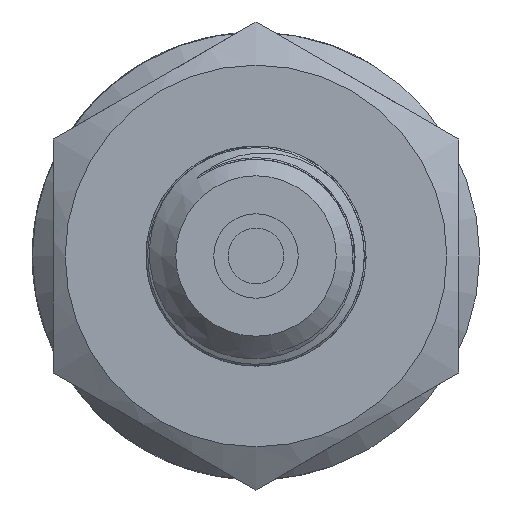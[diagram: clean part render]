
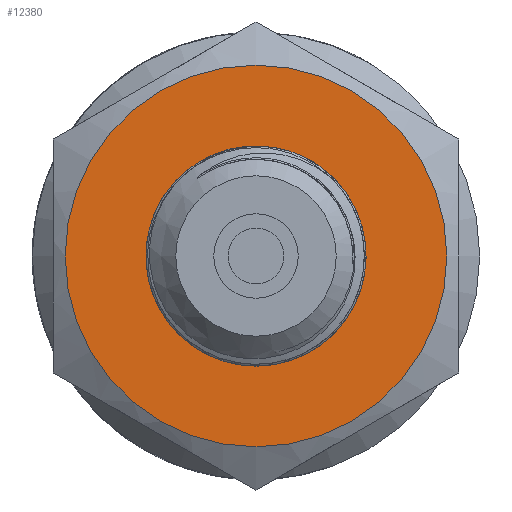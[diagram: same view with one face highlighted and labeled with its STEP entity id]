
A CAD part, left-side view. The second image highlights one B-rep face of the part: STEP entity #12380.
In plain terms, the highlighted planar face has unit normal (-1, 0, 0).
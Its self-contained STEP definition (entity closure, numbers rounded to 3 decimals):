
#1235=FACE_BOUND('',#3962,.T.);
#3235=FACE_OUTER_BOUND('',#3961,.T.);
#3961=EDGE_LOOP('',(#8329));
#3962=EDGE_LOOP('',(#8330));
#4729=CIRCLE('',#13175,11.3);
#4730=CIRCLE('',#13176,6.5);
#5014=VERTEX_POINT('',#17151);
#5015=VERTEX_POINT('',#17153);
#6335=EDGE_CURVE('',#5014,#5014,#4729,.T.);
#6336=EDGE_CURVE('',#5015,#5015,#4730,.T.);
#8329=ORIENTED_EDGE('',*,*,#6335,.T.);
#8330=ORIENTED_EDGE('',*,*,#6336,.T.);
#12118=PLANE('',#13174);
#12380=ADVANCED_FACE('',(#3235,#1235),#12118,.T.);
#13174=AXIS2_PLACEMENT_3D('',#17150,#13877,#13878);
#13175=AXIS2_PLACEMENT_3D('',#17152,#13879,#13880);
#13176=AXIS2_PLACEMENT_3D('',#17154,#13881,#13882);
#13877=DIRECTION('center_axis',(-1.,0.,0.));
#13878=DIRECTION('ref_axis',(0.,0.,1.));
#13879=DIRECTION('center_axis',(-1.,0.,0.));
#13880=DIRECTION('ref_axis',(0.,1.,0.));
#13881=DIRECTION('center_axis',(1.,0.,0.));
#13882=DIRECTION('ref_axis',(0.,0.,-1.));
#17150=CARTESIAN_POINT('Origin',(15.,12.,0.));
#17151=CARTESIAN_POINT('',(15.,-11.3,0.));
#17152=CARTESIAN_POINT('Origin',(15.,0.,0.));
#17153=CARTESIAN_POINT('',(15.,0.,6.5));
#17154=CARTESIAN_POINT('Origin',(15.,0.,0.));
